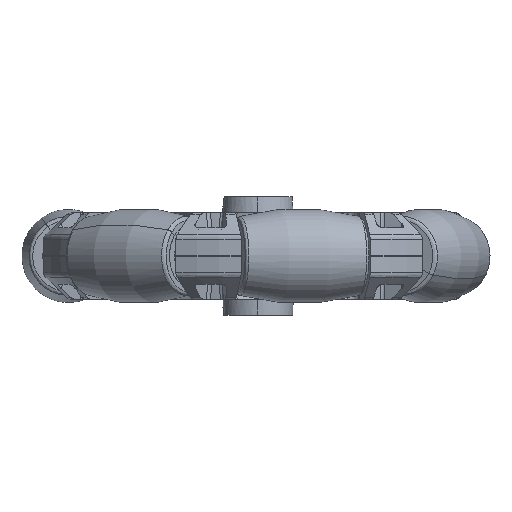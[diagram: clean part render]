
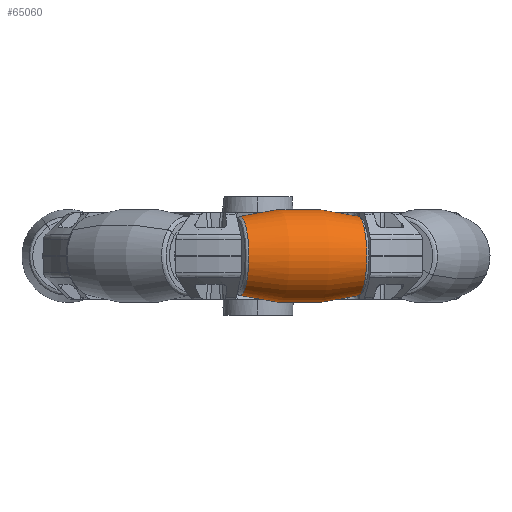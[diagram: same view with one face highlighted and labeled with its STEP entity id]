
A CAD part, left-side view. The second image highlights one B-rep face of the part: STEP entity #65060.
In plain terms, the highlighted toroidal (fillet/blend) face has major radius 24 mm and minor radius 30 mm.
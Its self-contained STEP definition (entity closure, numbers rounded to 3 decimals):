
#1442 = DIRECTION ( 'NONE',  ( 0.026, 0.006, 1. ) ) ;
#1975 = DIRECTION ( 'NONE',  ( -0.026, -0.006, -1. ) ) ;
#4322 = CARTESIAN_POINT ( 'NONE',  ( -23.429, -5.205, 0. ) ) ;
#5348 = EDGE_LOOP ( 'NONE', ( #57698, #21743, #23486, #33831 ) ) ;
#6709 = DIRECTION ( 'NONE',  ( -0.223, 0.975, 0. ) ) ;
#6742 = CARTESIAN_POINT ( 'NONE',  ( -21.725, -12.674, 0. ) ) ;
#8546 = CARTESIAN_POINT ( 'NONE',  ( -25.266, 2.233, -5.004 ) ) ;
#8699 = DIRECTION ( 'NONE',  ( 0.975, 0.222, -0.027 ) ) ;
#9207 = AXIS2_PLACEMENT_3D ( 'NONE', #65803, #19684, #59850 ) ;
#11526 = CIRCLE ( 'NONE', #27041, 5.005 ) ;
#16613 = CIRCLE ( 'NONE', #66515, 30. ) ;
#18439 = CARTESIAN_POINT ( 'NONE',  ( -25.134, 2.263, 0. ) ) ;
#19684 = DIRECTION ( 'NONE',  ( -0.975, -0.222, 0.027 ) ) ;
#21743 = ORIENTED_EDGE ( 'NONE', *, *, #45482, .F. ) ;
#23486 = ORIENTED_EDGE ( 'NONE', *, *, #69074, .T. ) ;
#25981 = TOROIDAL_SURFACE ( 'NONE', #64019, -24., 30. ) ;
#27041 = AXIS2_PLACEMENT_3D ( 'NONE', #6742, #41514, #1975 ) ;
#27811 = VERTEX_POINT ( 'NONE', #60119 ) ;
#28520 = DIRECTION ( 'NONE',  ( -0.223, 0.975, 0. ) ) ;
#31293 = CARTESIAN_POINT ( 'NONE',  ( -21.856, -12.704, -5.004 ) ) ;
#33831 = ORIENTED_EDGE ( 'NONE', *, *, #44011, .F. ) ;
#35981 = CARTESIAN_POINT ( 'NONE',  ( -25.002, 2.294, 5.004 ) ) ;
#36012 = VERTEX_POINT ( 'NONE', #35981 ) ;
#36988 = VERTEX_POINT ( 'NONE', #8546 ) ;
#41514 = DIRECTION ( 'NONE',  ( 0.223, -0.975, 0. ) ) ;
#42703 = CARTESIAN_POINT ( 'NONE',  ( -22.797, -5.061, 23.991 ) ) ;
#44011 = EDGE_CURVE ( 'NONE', #36988, #36012, #72905, .T. ) ;
#45482 = EDGE_CURVE ( 'NONE', #27811, #48048, #11526, .T. ) ;
#48048 = VERTEX_POINT ( 'NONE', #31293 ) ;
#50493 = CIRCLE ( 'NONE', #9207, 30. ) ;
#52954 = AXIS2_PLACEMENT_3D ( 'NONE', #18439, #6709, #1442 ) ;
#57698 = ORIENTED_EDGE ( 'NONE', *, *, #66385, .F. ) ;
#59384 = DIRECTION ( 'NONE',  ( -0.223, 0.975, 0. ) ) ;
#59850 = DIRECTION ( 'NONE',  ( 0.223, -0.975, 0. ) ) ;
#60119 = CARTESIAN_POINT ( 'NONE',  ( -21.593, -12.644, 5.004 ) ) ;
#61948 = DIRECTION ( 'NONE',  ( 0.026, 0.006, 1. ) ) ;
#64019 = AXIS2_PLACEMENT_3D ( 'NONE', #4322, #28520, #61948 ) ;
#65060 = ADVANCED_FACE ( 'NONE', ( #69460 ), #25981, .T. ) ;
#65803 = CARTESIAN_POINT ( 'NONE',  ( -24.062, -5.349, -23.991 ) ) ;
#66385 = EDGE_CURVE ( 'NONE', #48048, #36988, #16613, .T. ) ;
#66515 = AXIS2_PLACEMENT_3D ( 'NONE', #42703, #8699, #59384 ) ;
#69074 = EDGE_CURVE ( 'NONE', #27811, #36012, #50493, .T. ) ;
#69460 = FACE_OUTER_BOUND ( 'NONE', #5348, .T. ) ;
#72905 = CIRCLE ( 'NONE', #52954, 5.005 ) ;
